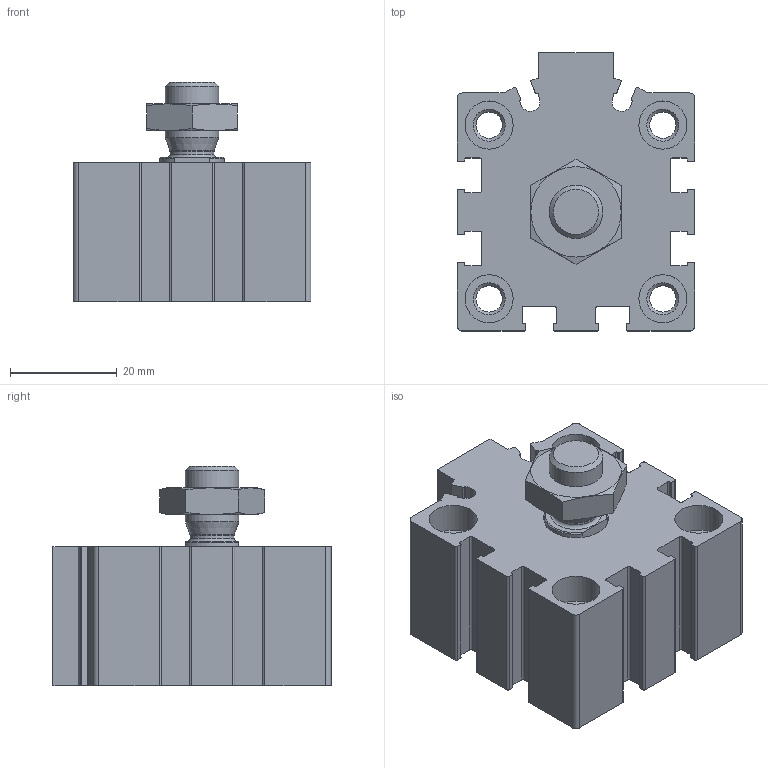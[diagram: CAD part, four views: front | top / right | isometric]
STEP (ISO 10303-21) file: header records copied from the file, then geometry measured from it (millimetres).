
FILE_DESCRIPTION(/* description */ ('STEP AP214'),/* implementation_level */ '2;1');
FILE_NAME(/* name */ '188201_AEVC-32-5-A-P',/* time_stamp */ '2024-08-02T19:18:13+02:00',/* author */ ('License CC BY-ND 4.0'),/* organization */ ('CADENAS'),/* preprocessor_version */ 'ST-DEVELOPER v19.3',/* originating_system */ 'PARTsolutions',/* authorisation */ ' ');
FILE_SCHEMA (('AUTOMOTIVE_DESIGN {1 0 10303 214 3 1 1}'));
Length unit declared in the file: millimetre
Products named in the file (4): 188201 AEVC-32-5-A-P---(asm_0); 188201 AEVC-32-5-A-P---(ZR); 188201 AEVC-32-5-A-P---(KS); DIN-439-B - M10x1.25(F)
Assembly tree (3 placements, depth 2):
  188201 AEVC-32-5-A-P---(asm_0)
    188201 AEVC-32-5-A-P---(ZR)
    188201 AEVC-32-5-A-P---(KS)
    DIN-439-B - M10x1.25(F)
Bounding box: 44.5 x 52 x 41 mm (x, y, z)
Volume: 43306.7 mm3; surface area: 20136.6 mm2
Topology: 3 solids, 3 shells, 204 faces, 542 edges, 358 vertices
Faces by surface type: plane 94, cylinder 91, cone 17, torus 2
Full cylindrical faces by diameter (mm): 3 x1, 4.917 x4, 8.2 x1, 8.566 x1, 8.647 x1, 9 x8, 10 x1, 12 x2, 32 x2
Entity records: 6268 total; most frequent: CARTESIAN_POINT 1112, DIRECTION 1098, ORIENTED_EDGE 990, EDGE_CURVE 495, AXIS2_PLACEMENT_3D 411, VERTEX_POINT 349, LINE 276, VECTOR 276
